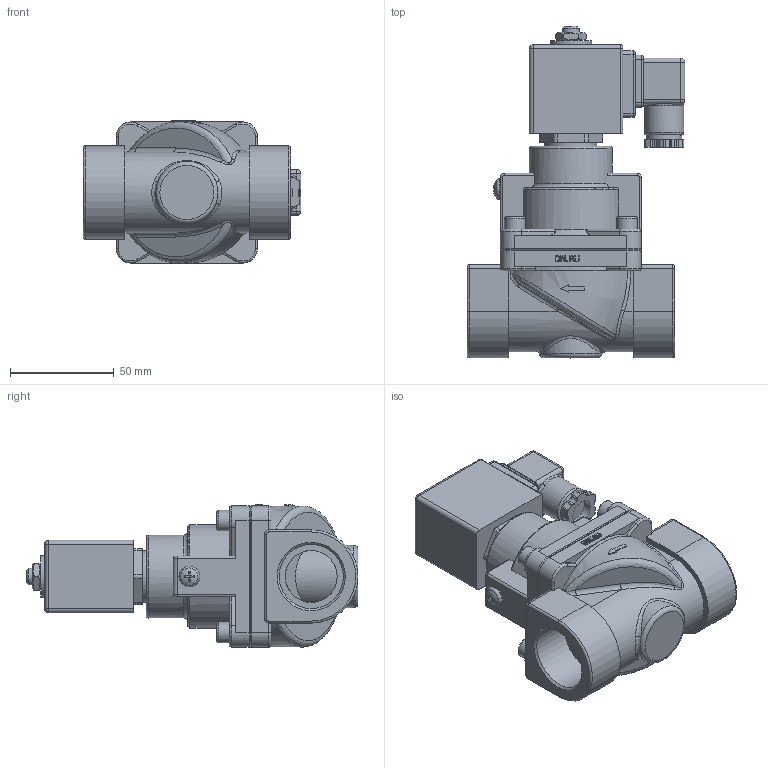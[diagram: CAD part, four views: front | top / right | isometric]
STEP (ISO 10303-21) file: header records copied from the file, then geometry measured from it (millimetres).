
FILE_DESCRIPTION(/* description */ (''),/* implementation_level */ '2;1');
FILE_NAME(/* name */ 'DN25_3D_STEP.stp',/* time_stamp */ '2025-11-21T00:16:24+03:00',/* author */ ('igorr'),/* organization */ (''),/* preprocessor_version */ 'ST-DEVELOPER v20',/* originating_system */ 'Autodesk Inventor 2025',/* authorisation */ '');
FILE_SCHEMA (('AUTOMOTIVE_DESIGN { 1 0 10303 214 3 1 1 }'));
Length unit declared in the file: millimetre
Products named in the file (6): Сборка1; Деталь1; Деталь2; ISO 4035 - M8; AS 1420 - 1973 - M6 x 10; AS 1427 - M5 x 6
Assembly tree (8 placements, depth 2):
  Сборка1
    Деталь1
    Деталь2
    ISO 4035 - M8
    AS 1420 - 1973 - M6 x 10  x4
    AS 1427 - M5 x 6
Bounding box: 105 x 160 x 68.5 mm (x, y, z)
Volume: 401468.9 mm3; surface area: 58749.8 mm2
Topology: 8 solids, 9 shells, 537 faces, 1325 edges, 837 vertices
Faces by surface type: plane 233, cylinder 161, bspline 62, torus 47, cone 27, sphere 7
Full cylindrical faces by diameter (mm): 4.51 x1, 5 x1, 6 x5, 6.647 x1, 7 x4, 8 x1, 10 x4, 12 x1, 17 x1, 19 x1, 20 x1, 25 x2, 30.93 x2, 40 x1
Entity records: 16871 total; most frequent: CARTESIAN_POINT 4701, ORIENTED_EDGE 2430, DIRECTION 2386, EDGE_CURVE 1215, AXIS2_PLACEMENT_3D 895, VERTEX_POINT 765, LINE 596, VECTOR 596
